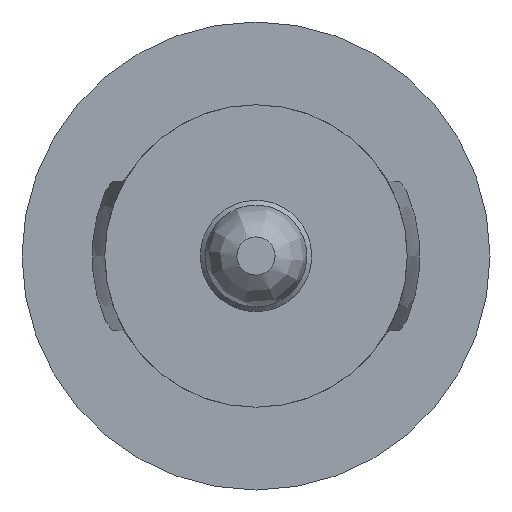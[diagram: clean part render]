
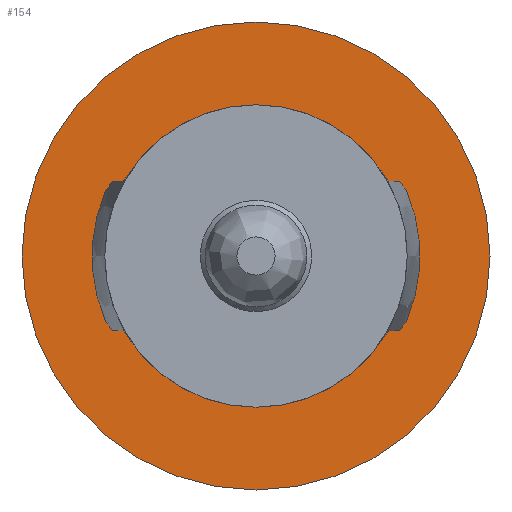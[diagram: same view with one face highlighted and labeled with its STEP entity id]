
A CAD part, front view. The second image highlights one B-rep face of the part: STEP entity #154.
In plain terms, the highlighted planar face has unit normal (0, -1, 0).
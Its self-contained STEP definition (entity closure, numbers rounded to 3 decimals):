
#154=ADVANCED_FACE('',(#322,#323),#324,.F.);
#322=FACE_BOUND('',#529,.T.);
#323=FACE_OUTER_BOUND('',#530,.T.);
#324=PLANE('',#531);
#529=EDGE_LOOP('',(#853,#854,#855,#856));
#530=EDGE_LOOP('',(#857));
#531=AXIS2_PLACEMENT_3D('',#858,#859,#860);
#853=ORIENTED_EDGE('',*,*,#936,.F.);
#854=ORIENTED_EDGE('',*,*,#1050,.F.);
#855=ORIENTED_EDGE('',*,*,#944,.F.);
#856=ORIENTED_EDGE('',*,*,#977,.F.);
#857=ORIENTED_EDGE('',*,*,#1008,.T.);
#858=CARTESIAN_POINT('',(7.35,0.0,0.0));
#859=DIRECTION('',(0.0,1.0,0.0));
#860=DIRECTION('',(0.0,0.0,1.0));
#936=EDGE_CURVE('',#1076,#1079,#1080,.T.);
#944=EDGE_CURVE('',#1093,#1095,#1096,.T.);
#977=EDGE_CURVE('',#1079,#1093,#1151,.T.);
#1008=EDGE_CURVE('',#1195,#1195,#1196,.T.);
#1050=EDGE_CURVE('',#1095,#1076,#1253,.T.);
#1076=VERTEX_POINT('',#1283);
#1079=VERTEX_POINT('',#1287);
#1080=CIRCLE('',#1288,4.75);
#1093=VERTEX_POINT('',#1316);
#1095=VERTEX_POINT('',#1319);
#1096=CIRCLE('',#1320,4.75);
#1151=LINE('',#1406,#1407);
#1195=VERTEX_POINT('',#1489);
#1196=CIRCLE('',#1490,7.35);
#1253=LINE('',#1568,#1569);
#1283=CARTESIAN_POINT('',(-3.5,0.,-3.211));
#1287=CARTESIAN_POINT('',(3.5,0.,-3.211));
#1288=AXIS2_PLACEMENT_3D('',#1611,#1612,#1613);
#1316=CARTESIAN_POINT('',(3.5,0.0,3.211));
#1319=CARTESIAN_POINT('',(-3.5,0.0,3.211));
#1320=AXIS2_PLACEMENT_3D('',#1625,#1626,#1627);
#1406=CARTESIAN_POINT('',(3.5,0.,-20.119));
#1407=VECTOR('',#1669,1.0);
#1489=CARTESIAN_POINT('',(0.0,0.0,-7.35));
#1490=AXIS2_PLACEMENT_3D('',#1697,#1698,#1699);
#1568=CARTESIAN_POINT('',(-3.5,0.,55.535));
#1569=VECTOR('',#1745,1.0);
#1611=CARTESIAN_POINT('',(0.0,0.0,0.0));
#1612=DIRECTION('',(0.0,-1.0,0.0));
#1613=DIRECTION('',(0.0,0.0,-1.0));
#1625=CARTESIAN_POINT('',(0.0,0.0,0.0));
#1626=DIRECTION('',(0.0,-1.0,0.0));
#1627=DIRECTION('',(0.0,0.0,-1.0));
#1669=DIRECTION('',(0.0,0.0,1.0));
#1697=CARTESIAN_POINT('',(0.0,0.0,0.0));
#1698=DIRECTION('',(0.0,-1.0,0.0));
#1699=DIRECTION('',(0.0,0.0,-1.0));
#1745=DIRECTION('',(0.0,0.0,-1.0));
